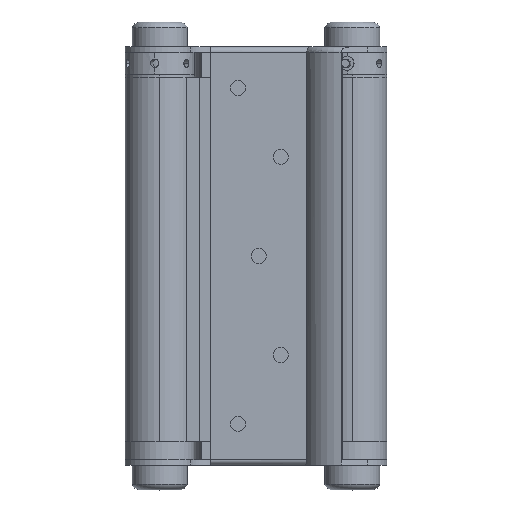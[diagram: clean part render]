
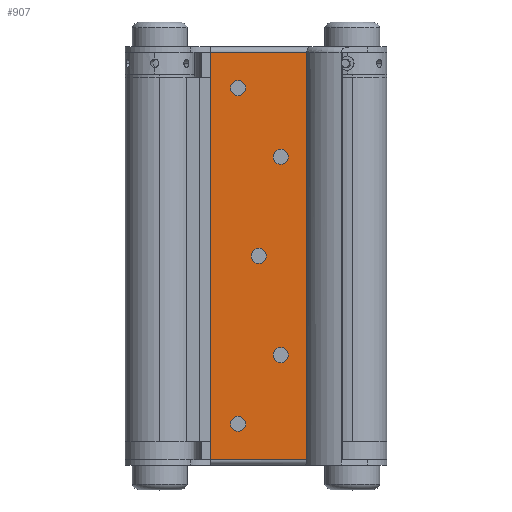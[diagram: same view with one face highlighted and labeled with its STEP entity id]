
A CAD part, top view. The second image highlights one B-rep face of the part: STEP entity #907.
In plain terms, the highlighted face is planar.
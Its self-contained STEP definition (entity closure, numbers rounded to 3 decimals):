
#732 = VERTEX_POINT ( 'NONE', #2933 ) ;
#742 = VERTEX_POINT ( 'NONE', #2919 ) ;
#743 = VERTEX_POINT ( 'NONE', #2918 ) ;
#787 = EDGE_CURVE ( 'NONE', #743, #839, #3022, .T. ) ;
#811 = EDGE_CURVE ( 'NONE', #812, #742, #3112, .T. ) ;
#812 = VERTEX_POINT ( 'NONE', #3108 ) ;
#834 = VERTEX_POINT ( 'NONE', #3137 ) ;
#839 = VERTEX_POINT ( 'NONE', #3126 ) ;
#847 = VERTEX_POINT ( 'NONE', #3174 ) ;
#848 = EDGE_CURVE ( 'NONE', #847, #851, #3173, .T. ) ;
#851 = VERTEX_POINT ( 'NONE', #3164 ) ;
#870 = EDGE_CURVE ( 'NONE', #871, #872, #3188, .T. ) ;
#871 = VERTEX_POINT ( 'NONE', #3184 ) ;
#872 = VERTEX_POINT ( 'NONE', #3183 ) ;
#907 = ADVANCED_FACE ( 'NONE', ( #3303, #3297, #3296, #3295, #3294, #3293 ), #3292, .F. ) ;
#908 = EDGE_LOOP ( 'NONE', ( #909, #910 ) ) ;
#909 = ORIENTED_EDGE ( 'NONE', *, *, #787, .F. ) ;
#910 = ORIENTED_EDGE ( 'NONE', *, *, #911, .F. ) ;
#911 = EDGE_CURVE ( 'NONE', #839, #743, #3287, .T. ) ;
#912 = EDGE_LOOP ( 'NONE', ( #979, #981 ) ) ;
#938 = EDGE_CURVE ( 'NONE', #834, #941, #3369, .T. ) ;
#941 = VERTEX_POINT ( 'NONE', #3360 ) ;
#953 = ORIENTED_EDGE ( 'NONE', *, *, #954, .T. ) ;
#954 = EDGE_CURVE ( 'NONE', #872, #871, #3346, .T. ) ;
#955 = ORIENTED_EDGE ( 'NONE', *, *, #870, .T. ) ;
#956 = EDGE_LOOP ( 'NONE', ( #958, #960 ) ) ;
#957 = ORIENTED_EDGE ( 'NONE', *, *, #974, .T. ) ;
#958 = ORIENTED_EDGE ( 'NONE', *, *, #959, .T. ) ;
#959 = EDGE_CURVE ( 'NONE', #851, #847, #3340, .T. ) ;
#960 = ORIENTED_EDGE ( 'NONE', *, *, #848, .T. ) ;
#961 = EDGE_LOOP ( 'NONE', ( #962, #963 ) ) ;
#962 = ORIENTED_EDGE ( 'NONE', *, *, #811, .F. ) ;
#963 = ORIENTED_EDGE ( 'NONE', *, *, #964, .F. ) ;
#964 = EDGE_CURVE ( 'NONE', #742, #812, #3401, .T. ) ;
#967 = ORIENTED_EDGE ( 'NONE', *, *, #968, .T. ) ;
#968 = EDGE_CURVE ( 'NONE', #970, #985, #3385, .T. ) ;
#969 = EDGE_LOOP ( 'NONE', ( #953, #955 ) ) ;
#970 = VERTEX_POINT ( 'NONE', #3381 ) ;
#971 = VERTEX_POINT ( 'NONE', #3380 ) ;
#972 = ORIENTED_EDGE ( 'NONE', *, *, #973, .F. ) ;
#973 = EDGE_CURVE ( 'NONE', #970, #971, #3379, .T. ) ;
#974 = EDGE_CURVE ( 'NONE', #732, #971, #3375, .T. ) ;
#979 = ORIENTED_EDGE ( 'NONE', *, *, #980, .T. ) ;
#980 = EDGE_CURVE ( 'NONE', #941, #834, #3431, .T. ) ;
#981 = ORIENTED_EDGE ( 'NONE', *, *, #938, .T. ) ;
#982 = EDGE_LOOP ( 'NONE', ( #983, #957, #972, #967 ) ) ;
#983 = ORIENTED_EDGE ( 'NONE', *, *, #984, .T. ) ;
#984 = EDGE_CURVE ( 'NONE', #985, #732, #3426, .T. ) ;
#985 = VERTEX_POINT ( 'NONE', #3422 ) ;
#2550 = CARTESIAN_POINT ( 'NONE',  ( 26., -36., -6.5 ) ) ;
#2918 = CARTESIAN_POINT ( 'NONE',  ( 44.25, 61., -6.5 ) ) ;
#2919 = CARTESIAN_POINT ( 'NONE',  ( 23.25, 36., -6.5 ) ) ;
#2933 = CARTESIAN_POINT ( 'NONE',  ( 51.5, -74., -6.5 ) ) ;
#3020 = CARTESIAN_POINT ( 'NONE',  ( 41.5, 61., -6.5 ) ) ;
#3021 = AXIS2_PLACEMENT_3D ( 'NONE', #3020, #3081, #3080 ) ;
#3022 = CIRCLE ( 'NONE', #3021, 2.75 ) ;
#3049 = CARTESIAN_POINT ( 'NONE',  ( 26., 36., -6.5 ) ) ;
#3080 = DIRECTION ( 'NONE',  ( 1., 0., 0. ) ) ;
#3081 = DIRECTION ( 'NONE',  ( 0., 0., -1. ) ) ;
#3108 = CARTESIAN_POINT ( 'NONE',  ( 28.75, 36., -6.5 ) ) ;
#3109 = DIRECTION ( 'NONE',  ( 1., 0., 0. ) ) ;
#3110 = DIRECTION ( 'NONE',  ( 0., 0., -1. ) ) ;
#3111 = AXIS2_PLACEMENT_3D ( 'NONE', #3049, #3110, #3109 ) ;
#3112 = CIRCLE ( 'NONE', #3111, 2.75 ) ;
#3126 = CARTESIAN_POINT ( 'NONE',  ( 38.75, 61., -6.5 ) ) ;
#3137 = CARTESIAN_POINT ( 'NONE',  ( 31.25, 0., -6.5 ) ) ;
#3164 = CARTESIAN_POINT ( 'NONE',  ( 28.75, -36., -6.5 ) ) ;
#3169 = DIRECTION ( 'NONE',  ( 1., 0., 0. ) ) ;
#3170 = DIRECTION ( 'NONE',  ( 0., 0., 1. ) ) ;
#3171 = CARTESIAN_POINT ( 'NONE',  ( 26., -36., -6.5 ) ) ;
#3172 = AXIS2_PLACEMENT_3D ( 'NONE', #3171, #3170, #3169 ) ;
#3173 = CIRCLE ( 'NONE', #3172, 2.75 ) ;
#3174 = CARTESIAN_POINT ( 'NONE',  ( 23.25, -36., -6.5 ) ) ;
#3183 = CARTESIAN_POINT ( 'NONE',  ( 44.25, -61., -6.5 ) ) ;
#3184 = CARTESIAN_POINT ( 'NONE',  ( 38.75, -61., -6.5 ) ) ;
#3185 = DIRECTION ( 'NONE',  ( 1., 0., 0. ) ) ;
#3186 = DIRECTION ( 'NONE',  ( 0., 0., 1. ) ) ;
#3187 = AXIS2_PLACEMENT_3D ( 'NONE', #3194, #3186, #3185 ) ;
#3188 = CIRCLE ( 'NONE', #3187, 2.75 ) ;
#3194 = CARTESIAN_POINT ( 'NONE',  ( 41.5, -61., -6.5 ) ) ;
#3283 = DIRECTION ( 'NONE',  ( 1., 0., 0. ) ) ;
#3284 = DIRECTION ( 'NONE',  ( 0., 0., -1. ) ) ;
#3285 = CARTESIAN_POINT ( 'NONE',  ( 41.5, 61., -6.5 ) ) ;
#3286 = AXIS2_PLACEMENT_3D ( 'NONE', #3285, #3284, #3283 ) ;
#3287 = CIRCLE ( 'NONE', #3286, 2.75 ) ;
#3288 = DIRECTION ( 'NONE',  ( 1., 0., 0. ) ) ;
#3289 = DIRECTION ( 'NONE',  ( 0., 0., 1. ) ) ;
#3290 = CARTESIAN_POINT ( 'NONE',  ( 16.5, 76., -6.5 ) ) ;
#3291 = AXIS2_PLACEMENT_3D ( 'NONE', #3290, #3289, #3288 ) ;
#3292 = PLANE ( 'NONE',  #3291 ) ;
#3293 = FACE_BOUND ( 'NONE', #961, .T. ) ;
#3294 = FACE_BOUND ( 'NONE', #956, .T. ) ;
#3295 = FACE_BOUND ( 'NONE', #969, .T. ) ;
#3296 = FACE_OUTER_BOUND ( 'NONE', #982, .T. ) ;
#3297 = FACE_BOUND ( 'NONE', #912, .T. ) ;
#3303 = FACE_BOUND ( 'NONE', #908, .T. ) ;
#3339 = AXIS2_PLACEMENT_3D ( 'NONE', #2550, #3403, #3402 ) ;
#3340 = CIRCLE ( 'NONE', #3339, 2.75 ) ;
#3343 = DIRECTION ( 'NONE',  ( 1., 0., 0. ) ) ;
#3344 = DIRECTION ( 'NONE',  ( 0., 0., 1. ) ) ;
#3345 = AXIS2_PLACEMENT_3D ( 'NONE', #3351, #3344, #3343 ) ;
#3346 = CIRCLE ( 'NONE', #3345, 2.75 ) ;
#3351 = CARTESIAN_POINT ( 'NONE',  ( 41.5, -61., -6.5 ) ) ;
#3360 = CARTESIAN_POINT ( 'NONE',  ( 36.75, 0., -6.5 ) ) ;
#3365 = DIRECTION ( 'NONE',  ( 1., 0., 0. ) ) ;
#3366 = DIRECTION ( 'NONE',  ( 0., 0., 1. ) ) ;
#3367 = CARTESIAN_POINT ( 'NONE',  ( 34., 0., -6.5 ) ) ;
#3368 = AXIS2_PLACEMENT_3D ( 'NONE', #3367, #3366, #3365 ) ;
#3369 = CIRCLE ( 'NONE', #3368, 2.75 ) ;
#3372 = DIRECTION ( 'NONE',  ( -1., 0., 0. ) ) ;
#3373 = VECTOR ( 'NONE', #3372, 1000. ) ;
#3374 = CARTESIAN_POINT ( 'NONE',  ( 16.5, -74., -6.5 ) ) ;
#3375 = LINE ( 'NONE', #3374, #3373 ) ;
#3376 = DIRECTION ( 'NONE',  ( 0., -1., 0. ) ) ;
#3377 = VECTOR ( 'NONE', #3376, 1000. ) ;
#3378 = CARTESIAN_POINT ( 'NONE',  ( 16.5, 76., -6.5 ) ) ;
#3379 = LINE ( 'NONE', #3378, #3377 ) ;
#3380 = CARTESIAN_POINT ( 'NONE',  ( 16.5, -74., -6.5 ) ) ;
#3381 = CARTESIAN_POINT ( 'NONE',  ( 16.5, 74., -6.5 ) ) ;
#3382 = DIRECTION ( 'NONE',  ( 1., 0., 0. ) ) ;
#3383 = VECTOR ( 'NONE', #3382, 1000. ) ;
#3384 = CARTESIAN_POINT ( 'NONE',  ( 16.5, 74., -6.5 ) ) ;
#3385 = LINE ( 'NONE', #3384, #3383 ) ;
#3397 = DIRECTION ( 'NONE',  ( 1., 0., 0. ) ) ;
#3398 = DIRECTION ( 'NONE',  ( 0., 0., -1. ) ) ;
#3399 = CARTESIAN_POINT ( 'NONE',  ( 26., 36., -6.5 ) ) ;
#3400 = AXIS2_PLACEMENT_3D ( 'NONE', #3399, #3398, #3397 ) ;
#3401 = CIRCLE ( 'NONE', #3400, 2.75 ) ;
#3402 = DIRECTION ( 'NONE',  ( 1., 0., 0. ) ) ;
#3403 = DIRECTION ( 'NONE',  ( 0., 0., 1. ) ) ;
#3422 = CARTESIAN_POINT ( 'NONE',  ( 51.5, 74., -6.5 ) ) ;
#3423 = DIRECTION ( 'NONE',  ( 0., -1., 0. ) ) ;
#3424 = VECTOR ( 'NONE', #3423, 1000. ) ;
#3425 = CARTESIAN_POINT ( 'NONE',  ( 51.5, 76., -6.5 ) ) ;
#3426 = LINE ( 'NONE', #3425, #3424 ) ;
#3427 = DIRECTION ( 'NONE',  ( 1., 0., 0. ) ) ;
#3428 = DIRECTION ( 'NONE',  ( 0., 0., 1. ) ) ;
#3429 = CARTESIAN_POINT ( 'NONE',  ( 34., 0., -6.5 ) ) ;
#3430 = AXIS2_PLACEMENT_3D ( 'NONE', #3429, #3428, #3427 ) ;
#3431 = CIRCLE ( 'NONE', #3430, 2.75 ) ;
